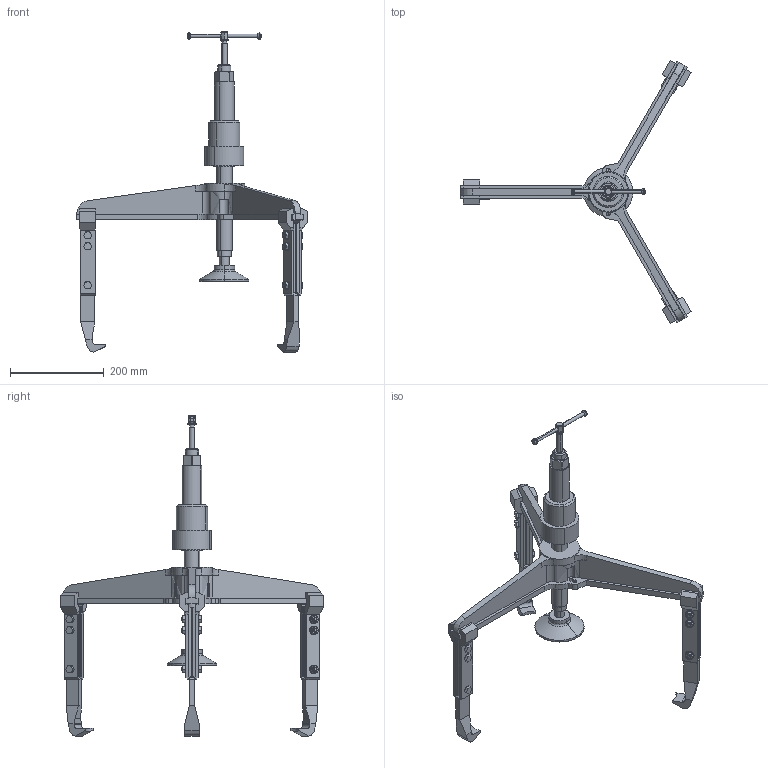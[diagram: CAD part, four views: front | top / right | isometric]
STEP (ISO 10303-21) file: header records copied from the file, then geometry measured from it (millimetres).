
FILE_DESCRIPTION(('FreeCAD Model'),'2;1');
FILE_NAME('Open CASCADE Shape Model','2025-05-09T11:52:51',('FreeCAD'),( 'FreeCAD'),'Open CASCADE STEP processor 7.6','FreeCAD','Unknown');
FILE_SCHEMA(('AUTOMOTIVE_DESIGN { 1 0 10303 214 1 1 1 1 }'));
Length unit declared in the file: millimetre
Products named in the file (1): Open CASCADE STEP translator 7.6 1
Bounding box: 491.08 x 560.58 x 682.69 mm (x, y, z)
Volume: 2644319.4 mm3; surface area: 494984.7 mm2
Topology: 41 solids, 44 shells, 1100 faces, 2723 edges, 1736 vertices
Faces by surface type: bspline 1100
Entity records: 33211 total; most frequent: CARTESIAN_POINT 17207, ORIENTED_EDGE 5434, EDGE_CURVE 2717, B_SPLINE_CURVE_WITH_KNOTS 1894, VERTEX_POINT 1736, FACE_BOUND 1235, EDGE_LOOP 1235, ADVANCED_FACE 1100
